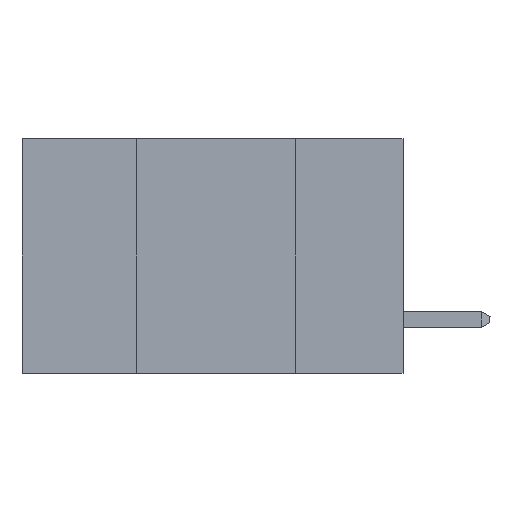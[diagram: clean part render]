
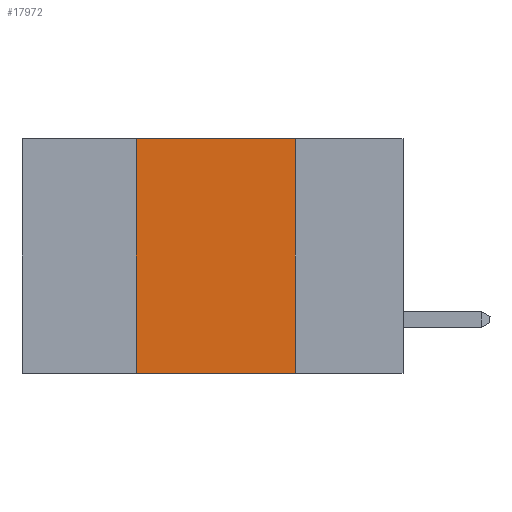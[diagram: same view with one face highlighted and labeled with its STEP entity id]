
A CAD part, left-side view. The second image highlights one B-rep face of the part: STEP entity #17972.
In plain terms, the highlighted planar face has unit normal (-1, 0, 0).
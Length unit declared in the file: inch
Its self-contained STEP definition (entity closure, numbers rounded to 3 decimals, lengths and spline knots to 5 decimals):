
#2166 = VECTOR ( 'NONE', #16587, 39.37008 ) ;
#2363 = CARTESIAN_POINT ( 'NONE',  ( 0., 0.17, 0. ) ) ;
#3811 = CARTESIAN_POINT ( 'NONE',  ( 0., 0.17, -0.37 ) ) ;
#5161 = VERTEX_POINT ( 'NONE', #33398 ) ;
#5803 = EDGE_LOOP ( 'NONE', ( #22962, #27321, #25445, #27263 ) ) ;
#6400 = EDGE_CURVE ( 'NONE', #23827, #25931, #27091, .T. ) ;
#7234 = CARTESIAN_POINT ( 'NONE',  ( 0., 0.17, 0. ) ) ;
#7468 = DIRECTION ( 'NONE',  ( 0., 0., 1. ) ) ;
#7885 = VERTEX_POINT ( 'NONE', #3811 ) ;
#7927 = PLANE ( 'NONE',  #20641 ) ;
#13791 = DIRECTION ( 'NONE',  ( 0., -1., 0. ) ) ;
#15944 = LINE ( 'NONE', #18531, #27917 ) ;
#16587 = DIRECTION ( 'NONE',  ( 0., 0., -1. ) ) ;
#17972 = ADVANCED_FACE ( 'NONE', ( #21945 ), #7927, .F. ) ;
#18531 = CARTESIAN_POINT ( 'NONE',  ( 0., 0.42, 0. ) ) ;
#20641 = AXIS2_PLACEMENT_3D ( 'NONE', #33404, #22512, #33778 ) ;
#21945 = FACE_OUTER_BOUND ( 'NONE', #5803, .T. ) ;
#22512 = DIRECTION ( 'NONE',  ( 1., 0., 0. ) ) ;
#22962 = ORIENTED_EDGE ( 'NONE', *, *, #27763, .F. ) ;
#23827 = VERTEX_POINT ( 'NONE', #32200 ) ;
#25445 = ORIENTED_EDGE ( 'NONE', *, *, #35935, .F. ) ;
#25931 = VERTEX_POINT ( 'NONE', #7234 ) ;
#27091 = LINE ( 'NONE', #27827, #35203 ) ;
#27263 = ORIENTED_EDGE ( 'NONE', *, *, #33081, .T. ) ;
#27321 = ORIENTED_EDGE ( 'NONE', *, *, #6400, .F. ) ;
#27435 = DIRECTION ( 'NONE',  ( 0., -1., 0. ) ) ;
#27662 = LINE ( 'NONE', #2363, #2166 ) ;
#27763 = EDGE_CURVE ( 'NONE', #25931, #7885, #27662, .T. ) ;
#27827 = CARTESIAN_POINT ( 'NONE',  ( 0., 0.6, 0. ) ) ;
#27917 = VECTOR ( 'NONE', #7468, 39.37008 ) ;
#30207 = CARTESIAN_POINT ( 'NONE',  ( 0., 0.6, -0.37 ) ) ;
#30694 = VECTOR ( 'NONE', #27435, 39.37008 ) ;
#32200 = CARTESIAN_POINT ( 'NONE',  ( 0., 0.42, 0. ) ) ;
#32969 = LINE ( 'NONE', #30207, #30694 ) ;
#33081 = EDGE_CURVE ( 'NONE', #5161, #7885, #32969, .T. ) ;
#33398 = CARTESIAN_POINT ( 'NONE',  ( 0., 0.42, -0.37 ) ) ;
#33404 = CARTESIAN_POINT ( 'NONE',  ( 0., 0.6, 0. ) ) ;
#33778 = DIRECTION ( 'NONE',  ( 0., 0., -1. ) ) ;
#35203 = VECTOR ( 'NONE', #13791, 39.37008 ) ;
#35935 = EDGE_CURVE ( 'NONE', #5161, #23827, #15944, .T. ) ;
